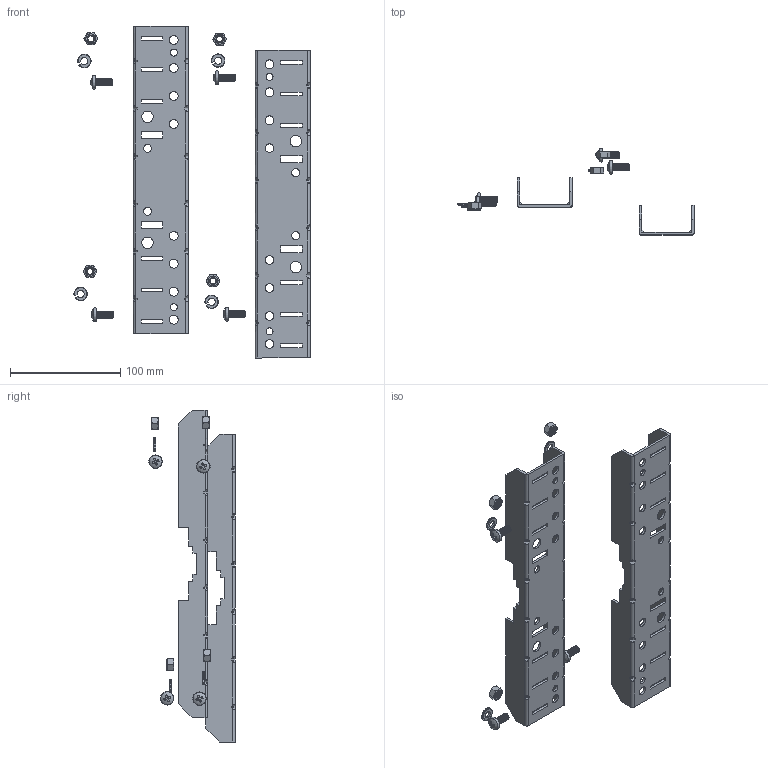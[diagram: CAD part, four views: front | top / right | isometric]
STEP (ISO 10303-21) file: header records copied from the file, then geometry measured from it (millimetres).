
FILE_DESCRIPTION (( 'STEP AP214' ), '1' );
FILE_NAME ('HGX-PMT33.STEP', '2018-01-22T16:43:08', ( '' ), ( '' ), 'SwSTEP 2.0', 'SolidWorks 2014', '' );
FILE_SCHEMA (( 'AUTOMOTIVE_DESIGN' ));
Length unit declared in the file: millimetre
Products named in the file (5): XFW-0007; XFS-0054; XFN-0009; 1BE04-006; HGX-PMT33
Assembly tree (14 placements, depth 2):
  HGX-PMT33
    1BE04-006  x2
    XFN-0009  x4
    XFS-0054  x4
    XFW-0007  x4
Bounding box: 214.41 x 78.28 x 301.46 mm (x, y, z)
Volume: 115015.9 mm3; surface area: 109514.2 mm2
Topology: 14 solids, 14 shells, 900 faces, 2308 edges, 1476 vertices
Faces by surface type: plane 446, cone 224, cylinder 116, bspline 90, torus 20, sphere 4
Full cylindrical faces by diameter (mm): 6.35 x4, 7.137 x4, 7.925 x16, 10.312 x4
Entity records: 16943 total; most frequent: CARTESIAN_POINT 5761, ORIENTED_EDGE 1740, DIRECTION 1478, EDGE_CURVE 870, VERTEX_POINT 610, LINE 576, VECTOR 576, EDGE_LOOP 496
